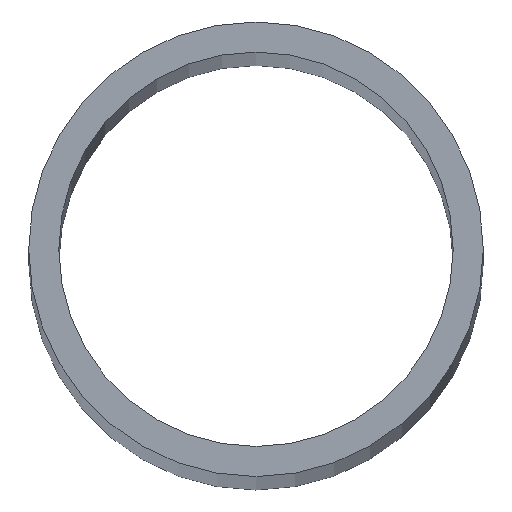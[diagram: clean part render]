
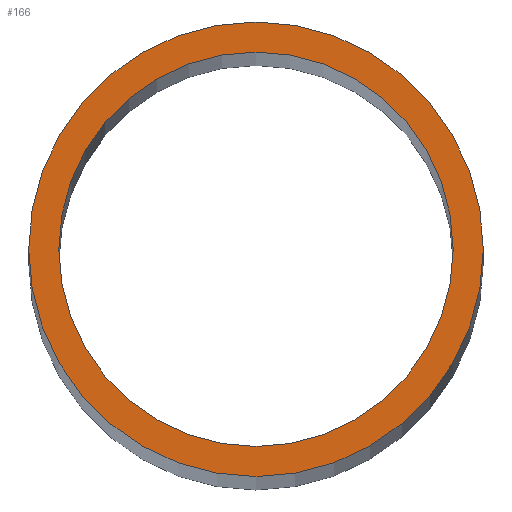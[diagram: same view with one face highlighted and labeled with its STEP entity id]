
A CAD part, top view. The second image highlights one B-rep face of the part: STEP entity #166.
In plain terms, the highlighted planar face has unit normal (0, 0, 1).
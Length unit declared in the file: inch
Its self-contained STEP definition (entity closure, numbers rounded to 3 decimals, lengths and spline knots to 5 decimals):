
#2 = DIRECTION ( 'NONE',  ( 0., 0., 1. ) ) ;
#7 = CARTESIAN_POINT ( 'NONE',  ( -6.375, 0., 216. ) ) ;
#9 = DIRECTION ( 'NONE',  ( 0., 0., 1. ) ) ;
#14 = VERTEX_POINT ( 'NONE', #230 ) ;
#18 = ORIENTED_EDGE ( 'NONE', *, *, #224, .T. ) ;
#22 = CARTESIAN_POINT ( 'NONE',  ( 0., 0., 216. ) ) ;
#26 = PLANE ( 'NONE',  #33 ) ;
#33 = AXIS2_PLACEMENT_3D ( 'NONE', #90, #64, #196 ) ;
#39 = CARTESIAN_POINT ( 'NONE',  ( -5.531, 0., 216. ) ) ;
#45 = CARTESIAN_POINT ( 'NONE',  ( 0., 0., 216. ) ) ;
#55 = EDGE_CURVE ( 'NONE', #209, #14, #91, .T. ) ;
#56 = CIRCLE ( 'NONE', #124, 5.531 ) ;
#64 = DIRECTION ( 'NONE',  ( 0., 0., 1. ) ) ;
#69 = AXIS2_PLACEMENT_3D ( 'NONE', #22, #2, #216 ) ;
#78 = VERTEX_POINT ( 'NONE', #39 ) ;
#86 = AXIS2_PLACEMENT_3D ( 'NONE', #45, #180, #117 ) ;
#87 = FACE_BOUND ( 'NONE', #243, .T. ) ;
#90 = CARTESIAN_POINT ( 'NONE',  ( 0., 0., 216. ) ) ;
#91 = CIRCLE ( 'NONE', #145, 6.375 ) ;
#96 = ORIENTED_EDGE ( 'NONE', *, *, #247, .F. ) ;
#99 = EDGE_LOOP ( 'NONE', ( #248, #18 ) ) ;
#110 = DIRECTION ( 'NONE',  ( 1., 0., 0. ) ) ;
#113 = ORIENTED_EDGE ( 'NONE', *, *, #126, .F. ) ;
#117 = DIRECTION ( 'NONE',  ( 1., 0., 0. ) ) ;
#124 = AXIS2_PLACEMENT_3D ( 'NONE', #237, #9, #242 ) ;
#126 = EDGE_CURVE ( 'NONE', #185, #78, #56, .T. ) ;
#133 = CARTESIAN_POINT ( 'NONE',  ( 0., 0., 216. ) ) ;
#145 = AXIS2_PLACEMENT_3D ( 'NONE', #133, #213, #110 ) ;
#163 = CIRCLE ( 'NONE', #86, 5.531 ) ;
#166 = ADVANCED_FACE ( 'NONE', ( #198, #87 ), #26, .T. ) ;
#180 = DIRECTION ( 'NONE',  ( 0., 0., 1. ) ) ;
#185 = VERTEX_POINT ( 'NONE', #219 ) ;
#196 = DIRECTION ( 'NONE',  ( 1., 0., 0. ) ) ;
#198 = FACE_OUTER_BOUND ( 'NONE', #99, .T. ) ;
#209 = VERTEX_POINT ( 'NONE', #7 ) ;
#213 = DIRECTION ( 'NONE',  ( 0., 0., 1. ) ) ;
#216 = DIRECTION ( 'NONE',  ( 1., 0., 0. ) ) ;
#219 = CARTESIAN_POINT ( 'NONE',  ( 5.531, 0., 216. ) ) ;
#224 = EDGE_CURVE ( 'NONE', #14, #209, #241, .T. ) ;
#230 = CARTESIAN_POINT ( 'NONE',  ( 6.375, 0., 216. ) ) ;
#237 = CARTESIAN_POINT ( 'NONE',  ( 0., 0., 216. ) ) ;
#241 = CIRCLE ( 'NONE', #69, 6.375 ) ;
#242 = DIRECTION ( 'NONE',  ( 1., 0., 0. ) ) ;
#243 = EDGE_LOOP ( 'NONE', ( #96, #113 ) ) ;
#247 = EDGE_CURVE ( 'NONE', #78, #185, #163, .T. ) ;
#248 = ORIENTED_EDGE ( 'NONE', *, *, #55, .T. ) ;
